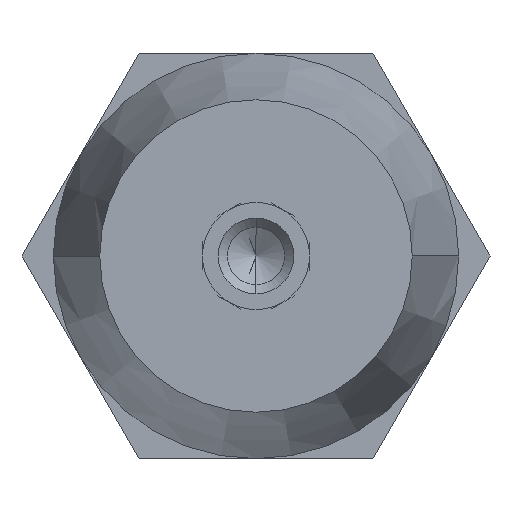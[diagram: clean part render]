
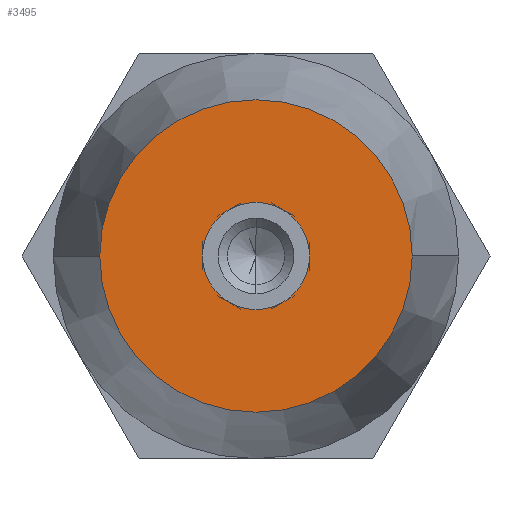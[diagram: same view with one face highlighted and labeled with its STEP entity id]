
A CAD part, front view. The second image highlights one B-rep face of the part: STEP entity #3495.
In plain terms, the highlighted planar face has unit normal (0, -1, 0).
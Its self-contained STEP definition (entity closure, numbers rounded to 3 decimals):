
#32 = CARTESIAN_POINT ( 'NONE',  ( 18.5, -30., 0. ) ) ;
#70 = CARTESIAN_POINT ( 'NONE',  ( -3.175, -30., -5.499 ) ) ;
#132 = VERTEX_POINT ( 'NONE', #1342 ) ;
#228 = DIRECTION ( 'NONE',  ( 0., -1., 0. ) ) ;
#420 = CARTESIAN_POINT ( 'NONE',  ( -3.175, -30., 5.499 ) ) ;
#428 = ORIENTED_EDGE ( 'NONE', *, *, #2230, .T. ) ;
#437 = CARTESIAN_POINT ( 'NONE',  ( 3.175, -30., -5.499 ) ) ;
#444 = DIRECTION ( 'NONE',  ( 0., 0., 1. ) ) ;
#446 = AXIS2_PLACEMENT_3D ( 'NONE', #489, #3306, #1335 ) ;
#468 = VERTEX_POINT ( 'NONE', #70 ) ;
#470 = DIRECTION ( 'NONE',  ( 0., 1., 0. ) ) ;
#489 = CARTESIAN_POINT ( 'NONE',  ( 0., -30., 0. ) ) ;
#540 = CIRCLE ( 'NONE', #1173, 6.35 ) ;
#548 = CIRCLE ( 'NONE', #446, 6.35 ) ;
#677 = AXIS2_PLACEMENT_3D ( 'NONE', #3005, #1598, #444 ) ;
#843 = AXIS2_PLACEMENT_3D ( 'NONE', #3284, #1571, #3562 ) ;
#849 = EDGE_CURVE ( 'NONE', #2789, #2777, #1093, .T. ) ;
#893 = CARTESIAN_POINT ( 'NONE',  ( 0., -30., 0. ) ) ;
#995 = AXIS2_PLACEMENT_3D ( 'NONE', #2882, #2858, #2000 ) ;
#1055 = EDGE_CURVE ( 'NONE', #3385, #468, #2565, .T. ) ;
#1072 = VERTEX_POINT ( 'NONE', #1639 ) ;
#1083 = CIRCLE ( 'NONE', #677, 6.35 ) ;
#1093 = CIRCLE ( 'NONE', #995, 18.5 ) ;
#1124 = AXIS2_PLACEMENT_3D ( 'NONE', #2124, #2714, #3587 ) ;
#1173 = AXIS2_PLACEMENT_3D ( 'NONE', #1726, #470, #3070 ) ;
#1275 = CIRCLE ( 'NONE', #2892, 18.5 ) ;
#1289 = DIRECTION ( 'NONE',  ( 0., 1., 0. ) ) ;
#1330 = AXIS2_PLACEMENT_3D ( 'NONE', #893, #3141, #3160 ) ;
#1335 = DIRECTION ( 'NONE',  ( 0., 0., 1. ) ) ;
#1342 = CARTESIAN_POINT ( 'NONE',  ( 3.175, -30., 5.499 ) ) ;
#1467 = ORIENTED_EDGE ( 'NONE', *, *, #849, .F. ) ;
#1571 = DIRECTION ( 'NONE',  ( 0., 1., 0. ) ) ;
#1598 = DIRECTION ( 'NONE',  ( 0., 1., 0. ) ) ;
#1628 = DIRECTION ( 'NONE',  ( 1., 0., 0. ) ) ;
#1639 = CARTESIAN_POINT ( 'NONE',  ( -6.35, -30., 0. ) ) ;
#1664 = PLANE ( 'NONE',  #2201 ) ;
#1726 = CARTESIAN_POINT ( 'NONE',  ( 0., -30., 0. ) ) ;
#1907 = CARTESIAN_POINT ( 'NONE',  ( -18.5, -30., 0. ) ) ;
#1956 = EDGE_CURVE ( 'NONE', #2777, #2789, #1275, .T. ) ;
#1984 = EDGE_LOOP ( 'NONE', ( #1467, #2528 ) ) ;
#2000 = DIRECTION ( 'NONE',  ( -1., 0., 0. ) ) ;
#2040 = FACE_BOUND ( 'NONE', #3506, .T. ) ;
#2043 = EDGE_CURVE ( 'NONE', #2545, #132, #548, .T. ) ;
#2124 = CARTESIAN_POINT ( 'NONE',  ( 0., -30., 0. ) ) ;
#2180 = ORIENTED_EDGE ( 'NONE', *, *, #2522, .T. ) ;
#2201 = AXIS2_PLACEMENT_3D ( 'NONE', #1907, #228, #1628 ) ;
#2215 = ORIENTED_EDGE ( 'NONE', *, *, #2043, .T. ) ;
#2230 = EDGE_CURVE ( 'NONE', #1072, #2545, #3229, .T. ) ;
#2318 = FACE_OUTER_BOUND ( 'NONE', #1984, .T. ) ;
#2474 = EDGE_CURVE ( 'NONE', #132, #3407, #1083, .T. ) ;
#2478 = CIRCLE ( 'NONE', #1124, 6.35 ) ;
#2522 = EDGE_CURVE ( 'NONE', #3407, #3385, #2478, .T. ) ;
#2528 = ORIENTED_EDGE ( 'NONE', *, *, #1956, .F. ) ;
#2545 = VERTEX_POINT ( 'NONE', #420 ) ;
#2565 = CIRCLE ( 'NONE', #843, 6.35 ) ;
#2679 = CARTESIAN_POINT ( 'NONE',  ( 0., -30., 0. ) ) ;
#2714 = DIRECTION ( 'NONE',  ( 0., 1., 0. ) ) ;
#2777 = VERTEX_POINT ( 'NONE', #32 ) ;
#2789 = VERTEX_POINT ( 'NONE', #2982 ) ;
#2858 = DIRECTION ( 'NONE',  ( 0., 1., 0. ) ) ;
#2881 = ORIENTED_EDGE ( 'NONE', *, *, #2474, .T. ) ;
#2882 = CARTESIAN_POINT ( 'NONE',  ( 0., -30., 0. ) ) ;
#2892 = AXIS2_PLACEMENT_3D ( 'NONE', #2679, #1289, #3256 ) ;
#2894 = ORIENTED_EDGE ( 'NONE', *, *, #1055, .T. ) ;
#2982 = CARTESIAN_POINT ( 'NONE',  ( -18.5, -30., 0. ) ) ;
#3005 = CARTESIAN_POINT ( 'NONE',  ( 0., -30., 0. ) ) ;
#3070 = DIRECTION ( 'NONE',  ( 0., 0., 1. ) ) ;
#3108 = ORIENTED_EDGE ( 'NONE', *, *, #3121, .T. ) ;
#3121 = EDGE_CURVE ( 'NONE', #468, #1072, #540, .T. ) ;
#3141 = DIRECTION ( 'NONE',  ( 0., 1., 0. ) ) ;
#3160 = DIRECTION ( 'NONE',  ( 0., 0., 1. ) ) ;
#3229 = CIRCLE ( 'NONE', #1330, 6.35 ) ;
#3256 = DIRECTION ( 'NONE',  ( -1., 0., 0. ) ) ;
#3284 = CARTESIAN_POINT ( 'NONE',  ( 0., -30., 0. ) ) ;
#3306 = DIRECTION ( 'NONE',  ( 0., 1., 0. ) ) ;
#3385 = VERTEX_POINT ( 'NONE', #437 ) ;
#3407 = VERTEX_POINT ( 'NONE', #3579 ) ;
#3495 = ADVANCED_FACE ( 'NONE', ( #2318, #2040 ), #1664, .T. ) ;
#3506 = EDGE_LOOP ( 'NONE', ( #428, #2215, #2881, #2180, #2894, #3108 ) ) ;
#3562 = DIRECTION ( 'NONE',  ( 0., 0., 1. ) ) ;
#3579 = CARTESIAN_POINT ( 'NONE',  ( 6.35, -30., 0. ) ) ;
#3587 = DIRECTION ( 'NONE',  ( 0., 0., 1. ) ) ;
